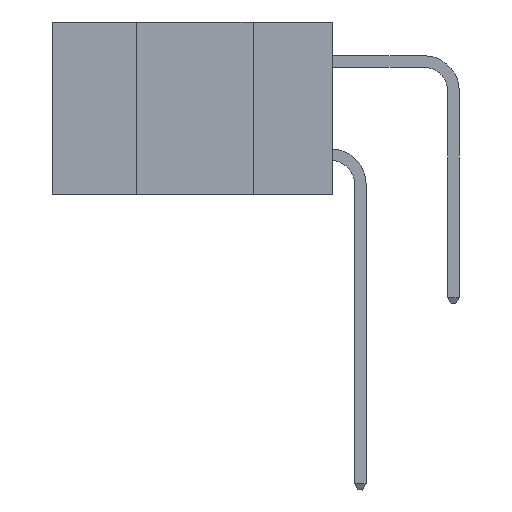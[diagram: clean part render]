
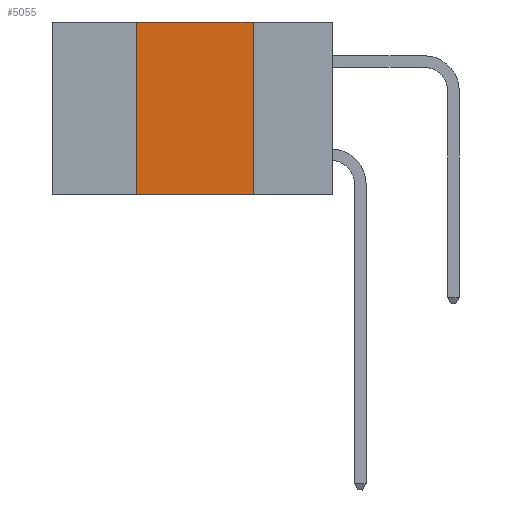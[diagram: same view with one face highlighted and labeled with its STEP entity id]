
A CAD part, left-side view. The second image highlights one B-rep face of the part: STEP entity #5055.
In plain terms, the highlighted planar face has unit normal (-1, 0, 0).
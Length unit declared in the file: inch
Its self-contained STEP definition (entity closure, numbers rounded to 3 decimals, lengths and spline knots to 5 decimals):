
#148 = PLANE ( 'NONE',  #261 ) ;
#261 = AXIS2_PLACEMENT_3D ( 'NONE', #14410, #25155, #22619 ) ;
#607 = VERTEX_POINT ( 'NONE', #2344 ) ;
#1242 = VECTOR ( 'NONE', #9631, 39.37008 ) ;
#1680 = CARTESIAN_POINT ( 'NONE',  ( 0., 0.6, 0. ) ) ;
#2344 = CARTESIAN_POINT ( 'NONE',  ( 0., 0.42, -0.37 ) ) ;
#2703 = LINE ( 'NONE', #15340, #4999 ) ;
#3380 = VERTEX_POINT ( 'NONE', #23586 ) ;
#4463 = VERTEX_POINT ( 'NONE', #15868 ) ;
#4744 = CARTESIAN_POINT ( 'NONE',  ( 0., 0.42, -0.37 ) ) ;
#4999 = VECTOR ( 'NONE', #23018, 39.37008 ) ;
#5055 = ADVANCED_FACE ( 'NONE', ( #6335 ), #148, .F. ) ;
#6335 = FACE_OUTER_BOUND ( 'NONE', #6831, .T. ) ;
#6831 = EDGE_LOOP ( 'NONE', ( #18725, #17368, #25996, #6949 ) ) ;
#6949 = ORIENTED_EDGE ( 'NONE', *, *, #7783, .T. ) ;
#7752 = LINE ( 'NONE', #1680, #1242 ) ;
#7783 = EDGE_CURVE ( 'NONE', #607, #18235, #18346, .T. ) ;
#8468 = VECTOR ( 'NONE', #23413, 39.37008 ) ;
#9631 = DIRECTION ( 'NONE',  ( 0., -1., 0. ) ) ;
#11209 = EDGE_CURVE ( 'NONE', #4463, #18235, #2703, .T. ) ;
#13748 = CARTESIAN_POINT ( 'NONE',  ( 0., 0.17, -0.37 ) ) ;
#14410 = CARTESIAN_POINT ( 'NONE',  ( 0., 0.6, 0. ) ) ;
#14589 = DIRECTION ( 'NONE',  ( 0., -1., 0. ) ) ;
#15340 = CARTESIAN_POINT ( 'NONE',  ( 0., 0.17, -0.37 ) ) ;
#15636 = EDGE_CURVE ( 'NONE', #3380, #4463, #7752, .T. ) ;
#15868 = CARTESIAN_POINT ( 'NONE',  ( 0., 0.17, 0. ) ) ;
#17368 = ORIENTED_EDGE ( 'NONE', *, *, #15636, .F. ) ;
#17560 = VECTOR ( 'NONE', #14589, 39.37008 ) ;
#18235 = VERTEX_POINT ( 'NONE', #13748 ) ;
#18346 = LINE ( 'NONE', #25709, #17560 ) ;
#18725 = ORIENTED_EDGE ( 'NONE', *, *, #11209, .F. ) ;
#22619 = DIRECTION ( 'NONE',  ( 0., 0., -1. ) ) ;
#23018 = DIRECTION ( 'NONE',  ( 0., 0., -1. ) ) ;
#23413 = DIRECTION ( 'NONE',  ( 0., 0., 1. ) ) ;
#23586 = CARTESIAN_POINT ( 'NONE',  ( 0., 0.42, 0. ) ) ;
#24205 = EDGE_CURVE ( 'NONE', #607, #3380, #25701, .T. ) ;
#25155 = DIRECTION ( 'NONE',  ( 1., 0., 0. ) ) ;
#25701 = LINE ( 'NONE', #4744, #8468 ) ;
#25709 = CARTESIAN_POINT ( 'NONE',  ( 0., 0.6, -0.37 ) ) ;
#25996 = ORIENTED_EDGE ( 'NONE', *, *, #24205, .F. ) ;
